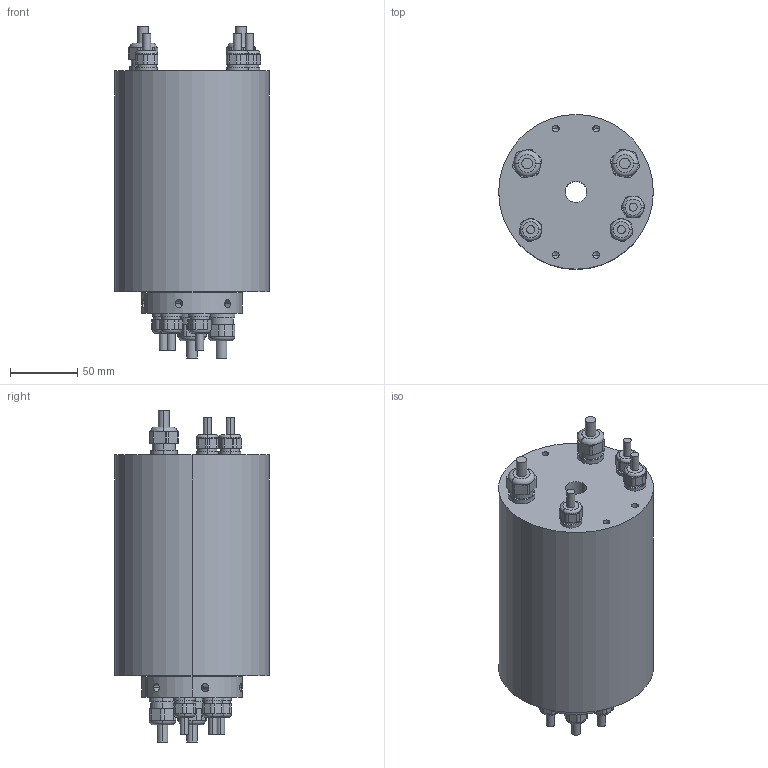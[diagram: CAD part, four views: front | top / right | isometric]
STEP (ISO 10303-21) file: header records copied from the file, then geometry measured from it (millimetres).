
FILE_DESCRIPTION (( 'STEP AP203' ), '1' );
FILE_NAME ('RX00806002--RT16115-P1110-2E-IP68(1).STEP', '2020-08-10T07:01:00', ( 'gongcheng1' ), ( '' ), 'SwSTEP 2.0', 'SolidWorks 2014', '' );
FILE_SCHEMA (( 'CONFIG_CONTROL_DESIGN' ));
Length unit declared in the file: millimetre
Products named in the file (1): RX00806002--RT16115-P1110-2E-IP68(1)
Bounding box: 115 x 115 x 246.8 mm (x, y, z)
Volume: 1766137.7 mm3; surface area: 117189.4 mm2
Topology: 1 solids, 6 shells, 414 faces, 974 edges, 614 vertices
Faces by surface type: cylinder 197, plane 179, torus 20, cone 18
Entity records: 12894 total; most frequent: CARTESIAN_POINT 2978, DIRECTION 2226, ORIENTED_EDGE 1932, EDGE_CURVE 966, AXIS2_PLACEMENT_3D 885, VERTEX_POINT 614, EDGE_LOOP 476, CIRCLE 470
